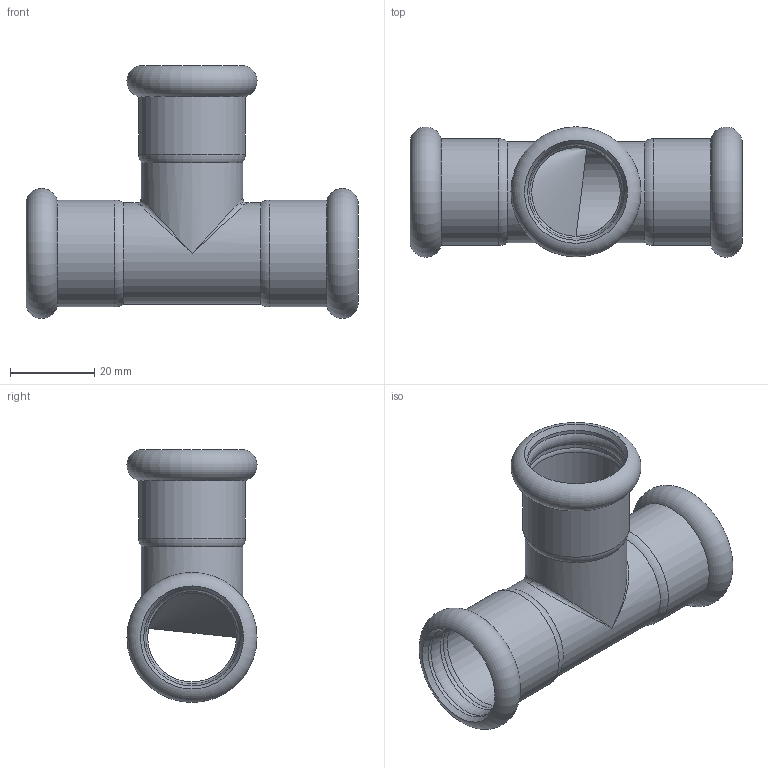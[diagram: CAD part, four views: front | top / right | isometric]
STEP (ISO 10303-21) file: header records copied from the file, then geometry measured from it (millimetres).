
FILE_DESCRIPTION(/* description */ ('TEE NORMALE De22'),/* implementation_level */ '2;1');
FILE_NAME(/* name */ '182022000_Inoxpres.stp',/* time_stamp */ '2022-10-11T09:49:47+02:00',/* author */ ('Vault'),/* organization */ ('Raccorderie metalliche s.p.a. '),/* preprocessor_version */ 'ST-DEVELOPER v18.1',/* originating_system */ 'Autodesk Inventor 2020',/* authorisation */ 'Raccorderie metalliche s.p.a. ');
FILE_SCHEMA (('AUTOMOTIVE_DESIGN { 1 0 10303 214 3 1 1 }'));
Length unit declared in the file: millimetre
Products named in the file (1): 182022000_Inoxpres
Bounding box: 78.6 x 30.79 x 59.9 mm (x, y, z)
Volume: 15479.6 mm3; surface area: 17085 mm2
Topology: 1 solids, 1 shells, 38 faces, 142 edges, 94 vertices
Faces by surface type: cylinder 16, torus 15, bspline 4, cone 3
Full cylindrical faces by diameter (mm): 21 x2, 22.3 x3, 22.9 x6, 24 x2, 25.3 x3
Entity records: 1989 total; most frequent: CARTESIAN_POINT 691, DIRECTION 307, ORIENTED_EDGE 268, AXIS2_PLACEMENT_3D 143, EDGE_CURVE 134, CIRCLE 103, VERTEX_POINT 94, FACE_OUTER_BOUND 38
